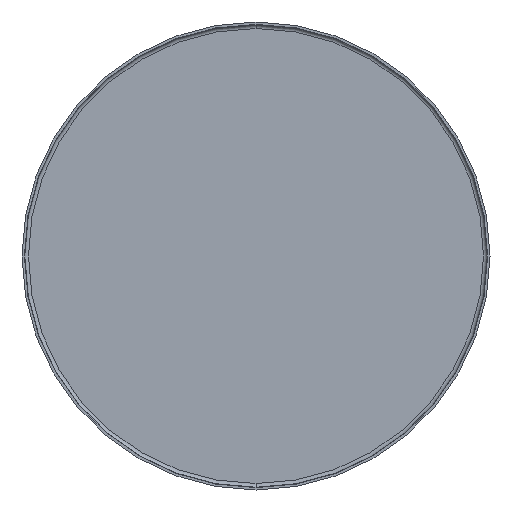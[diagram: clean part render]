
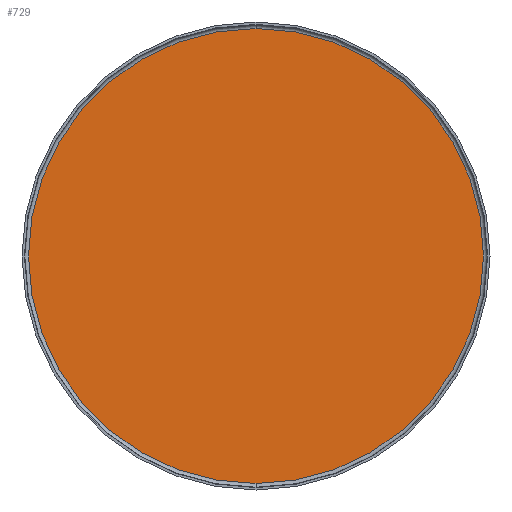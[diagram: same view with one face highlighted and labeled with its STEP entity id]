
A CAD part, front view. The second image highlights one B-rep face of the part: STEP entity #729.
In plain terms, the highlighted planar face has unit normal (0, -1, 0).
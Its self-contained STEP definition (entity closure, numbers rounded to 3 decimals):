
#126 = CARTESIAN_POINT ( 'NONE',  ( 0., 0.6, -36.85 ) ) ;
#187 = CARTESIAN_POINT ( 'NONE',  ( 0., 0.6, 36.85 ) ) ;
#276 = FACE_OUTER_BOUND ( 'NONE', #1333, .T. ) ;
#292 = EDGE_CURVE ( 'NONE', #1380, #1350, #762, .T. ) ;
#294 = EDGE_CURVE ( 'NONE', #1350, #1380, #767, .T. ) ;
#317 = AXIS2_PLACEMENT_3D ( 'NONE', #948, #947, #941 ) ;
#323 = AXIS2_PLACEMENT_3D ( 'NONE', #936, #939, #938 ) ;
#591 = AXIS2_PLACEMENT_3D ( 'NONE', #973, #1256, #1208 ) ;
#729 = ADVANCED_FACE ( 'NONE', ( #276 ), #1272, .F. ) ;
#762 = CIRCLE ( 'NONE', #317, 36.85 ) ;
#767 = CIRCLE ( 'NONE', #323, 36.85 ) ;
#781 = ORIENTED_EDGE ( 'NONE', *, *, #294, .T. ) ;
#793 = ORIENTED_EDGE ( 'NONE', *, *, #292, .T. ) ;
#936 = CARTESIAN_POINT ( 'NONE',  ( 0., 0.6, 0. ) ) ;
#938 = DIRECTION ( 'NONE',  ( 0., 0., -1. ) ) ;
#939 = DIRECTION ( 'NONE',  ( 0., -1., 0. ) ) ;
#941 = DIRECTION ( 'NONE',  ( 0., 0., -1. ) ) ;
#947 = DIRECTION ( 'NONE',  ( 0., -1., 0. ) ) ;
#948 = CARTESIAN_POINT ( 'NONE',  ( 0., 0.6, 0. ) ) ;
#973 = CARTESIAN_POINT ( 'NONE',  ( -36.85, 0.6, 0. ) ) ;
#1208 = DIRECTION ( 'NONE',  ( 0., 0., 1. ) ) ;
#1256 = DIRECTION ( 'NONE',  ( 0., 1., 0. ) ) ;
#1272 = PLANE ( 'NONE',  #591 ) ;
#1333 = EDGE_LOOP ( 'NONE', ( #781, #793 ) ) ;
#1350 = VERTEX_POINT ( 'NONE', #126 ) ;
#1380 = VERTEX_POINT ( 'NONE', #187 ) ;
